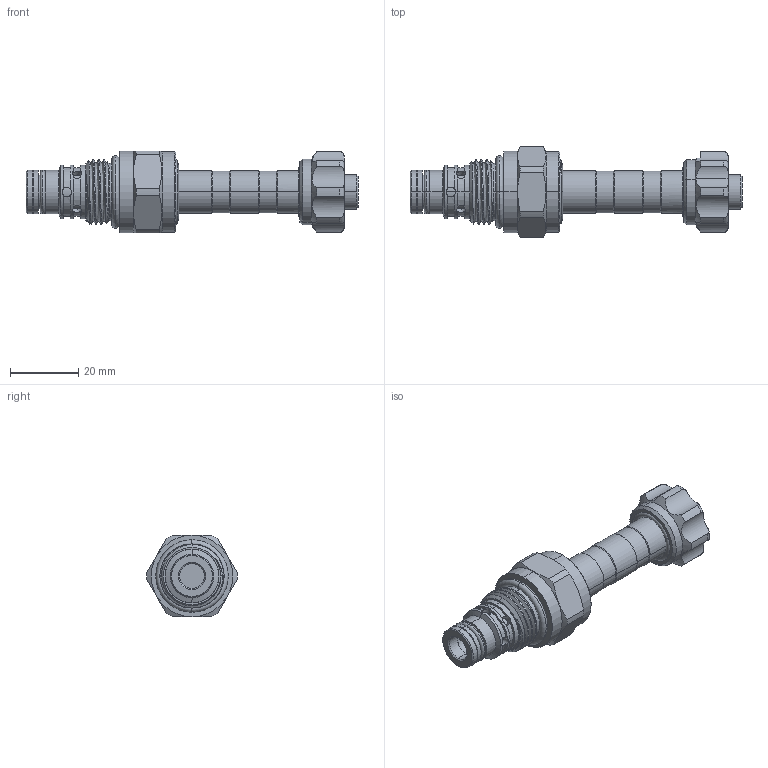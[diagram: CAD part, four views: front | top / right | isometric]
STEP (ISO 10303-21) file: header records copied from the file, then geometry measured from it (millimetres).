
FILE_DESCRIPTION (( 'STEP AP203' ), '1' );
FILE_NAME ('EP08W2A01M85.STEP', '2016-08-12T01:26:38', ( '' ), ( '' ), 'SwSTEP 2.0', 'SolidWorks 2012', '' );
FILE_SCHEMA (( 'CONFIG_CONTROL_DESIGN' ));
Length unit declared in the file: millimetre
Products named in the file (1): EP08W2A01M85
Bounding box: 97.6 x 26.66 x 24 mm (x, y, z)
Volume: 21597.5 mm3; surface area: 9466.5 mm2
Topology: 4 solids, 4 shells, 275 faces, 696 edges, 439 vertices
Faces by surface type: cylinder 146, cone 50, plane 43, torus 28, bspline 8
Entity records: 18804 total; most frequent: CARTESIAN_POINT 12354, ORIENTED_EDGE 1392, DIRECTION 1302, EDGE_CURVE 696, AXIS2_PLACEMENT_3D 545, VERTEX_POINT 439, EDGE_LOOP 293, CIRCLE 277
